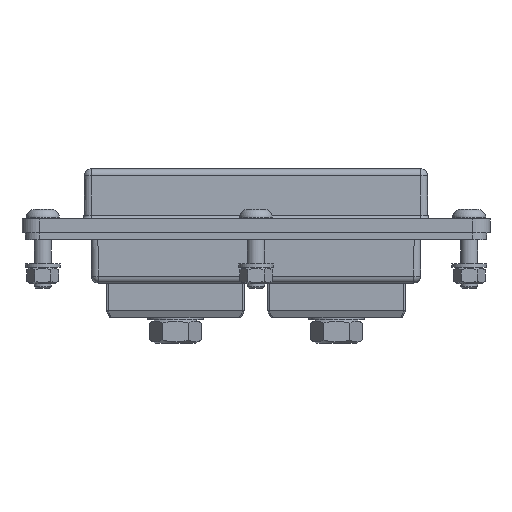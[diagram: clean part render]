
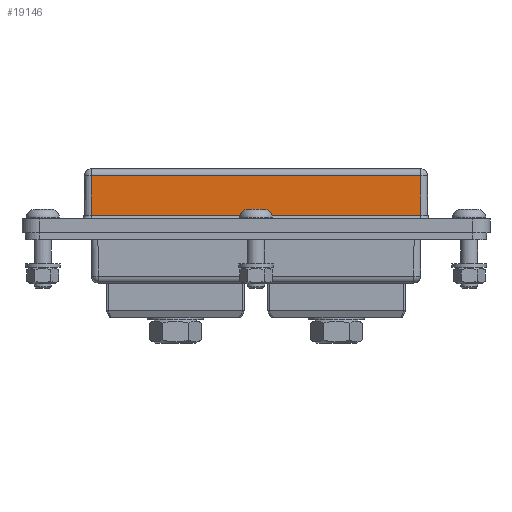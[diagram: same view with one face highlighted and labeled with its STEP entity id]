
A CAD part, left-side view. The second image highlights one B-rep face of the part: STEP entity #19146.
In plain terms, the highlighted planar face has unit normal (-1, 0, 0.009).
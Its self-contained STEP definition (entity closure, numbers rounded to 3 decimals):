
#16726=CARTESIAN_POINT('',(-102.517,-70.75,31.017));
#16727=VERTEX_POINT('',#16726);
#16760=CARTESIAN_POINT('',(-102.517,24.25,31.017));
#16761=VERTEX_POINT('',#16760);
#16769=CARTESIAN_POINT('',(-102.517,24.25,31.017));
#16770=DIRECTION('',(0.0,-1.0,0.0));
#16771=VECTOR('',#16770,95.);
#16772=LINE('',#16769,#16771);
#16773=EDGE_CURVE('',#16761,#16727,#16772,.T.);
#19025=CARTESIAN_POINT('',(-102.618,24.25,19.491));
#19026=VERTEX_POINT('',#19025);
#19059=CARTESIAN_POINT('',(-102.618,-70.75,19.491));
#19060=VERTEX_POINT('',#19059);
#19068=CARTESIAN_POINT('',(-102.618,-70.75,19.491));
#19069=DIRECTION('',(0.0,1.0,0.0));
#19070=VECTOR('',#19069,95.);
#19071=LINE('',#19068,#19070);
#19072=EDGE_CURVE('',#19060,#19026,#19071,.T.);
#19121=CARTESIAN_POINT('',(-102.618,24.25,19.491));
#19122=DIRECTION('',(0.009,0.0,1.));
#19123=VECTOR('',#19122,11.527);
#19124=LINE('',#19121,#19123);
#19125=EDGE_CURVE('',#19026,#16761,#19124,.T.);
#19130=CARTESIAN_POINT('',(-102.788,-24.25,0.001));
#19131=DIRECTION('',(-1.,0.,0.009));
#19132=DIRECTION('',(0.009,0.,1.));
#19133=AXIS2_PLACEMENT_3D('',#19130,#19131,#19132);
#19134=PLANE('',#19133);
#19135=ORIENTED_EDGE('',*,*,#16773,.F.);
#19136=ORIENTED_EDGE('',*,*,#19125,.F.);
#19137=ORIENTED_EDGE('',*,*,#19072,.F.);
#19138=CARTESIAN_POINT('',(-102.517,-70.75,31.017));
#19139=DIRECTION('',(-0.009,0.0,-1.));
#19140=VECTOR('',#19139,11.527);
#19141=LINE('',#19138,#19140);
#19142=EDGE_CURVE('',#16727,#19060,#19141,.T.);
#19143=ORIENTED_EDGE('',*,*,#19142,.F.);
#19144=EDGE_LOOP('',(#19135,#19136,#19137,#19143));
#19145=FACE_OUTER_BOUND('',#19144,.T.);
#19146=ADVANCED_FACE('',(#19145),#19134,.T.);
